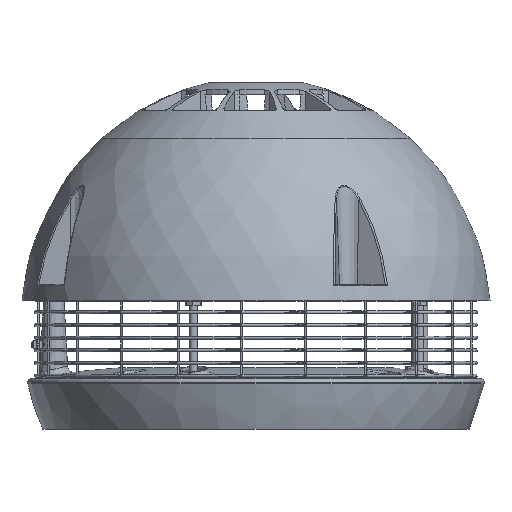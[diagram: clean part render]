
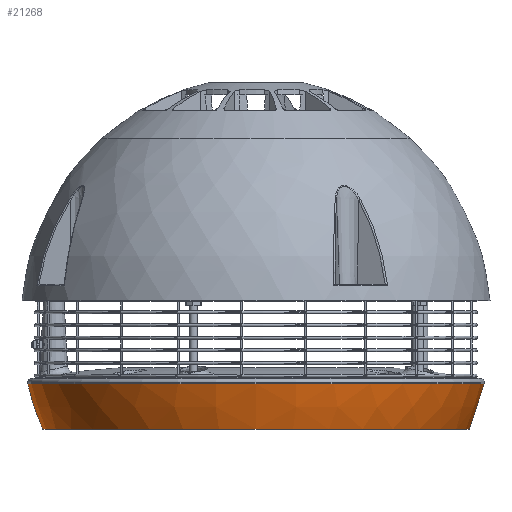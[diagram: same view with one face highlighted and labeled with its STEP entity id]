
A CAD part, front view. The second image highlights one B-rep face of the part: STEP entity #21268.
In plain terms, the highlighted free-form (B-spline) face has degree [2, 2] with [3, 9] control points.
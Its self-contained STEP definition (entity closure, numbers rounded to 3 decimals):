
#139=(
BOUNDED_SURFACE()
B_SPLINE_SURFACE(2,2,((#45417,#45418,#45419,#45420,#45421,#45422,#45423,
#45424,#45425),(#45426,#45427,#45428,#45429,#45430,#45431,#45432,#45433,
#45434),(#45435,#45436,#45437,#45438,#45439,#45440,#45441,#45442,#45443)),
 .UNSPECIFIED.,.F.,.T.,.F.)
B_SPLINE_SURFACE_WITH_KNOTS((3,3),(3,2,2,2,3),(-0.416,-0.225),
(-3.142,-1.571,0.,1.571,3.142),
 .UNSPECIFIED.)
GEOMETRIC_REPRESENTATION_ITEM()
RATIONAL_B_SPLINE_SURFACE(((1.,0.707,1.,0.707,1.,
0.707,1.,0.707,1.),(0.995,0.704,
0.995,0.704,0.995,0.704,
0.995,0.704,0.995),(1.,0.707,
1.,0.707,1.,0.707,1.,0.707,1.)))
REPRESENTATION_ITEM('')
SURFACE()
);
#4922=FACE_OUTER_BOUND('',#5984,.T.);
#5984=EDGE_LOOP('',(#16566,#16567,#16568,#16569,#16570,#16571));
#6903=CIRCLE('',#22621,279.25);
#6904=CIRCLE('',#22622,279.25);
#7069=CIRCLE('',#22913,260.843);
#7070=CIRCLE('',#22914,260.843);
#7071=CIRCLE('',#22915,307.);
#8327=VERTEX_POINT('',#40774);
#8328=VERTEX_POINT('',#40776);
#8494=VERTEX_POINT('',#45413);
#8495=VERTEX_POINT('',#45414);
#11106=EDGE_CURVE('',#8327,#8328,#6903,.T.);
#11107=EDGE_CURVE('',#8328,#8327,#6904,.T.);
#11443=EDGE_CURVE('',#8494,#8495,#7069,.T.);
#11444=EDGE_CURVE('',#8495,#8494,#7070,.T.);
#11445=EDGE_CURVE('',#8327,#8495,#7071,.T.);
#16566=ORIENTED_EDGE('',*,*,#11107,.F.);
#16567=ORIENTED_EDGE('',*,*,#11106,.F.);
#16568=ORIENTED_EDGE('',*,*,#11445,.T.);
#16569=ORIENTED_EDGE('',*,*,#11444,.T.);
#16570=ORIENTED_EDGE('',*,*,#11443,.T.);
#16571=ORIENTED_EDGE('',*,*,#11445,.F.);
#21268=ADVANCED_FACE('',(#4922),#139,.F.);
#22621=AXIS2_PLACEMENT_3D('',#40777,#25530,#25531);
#22622=AXIS2_PLACEMENT_3D('',#40778,#25532,#25533);
#22913=AXIS2_PLACEMENT_3D('',#45415,#26183,#26184);
#22914=AXIS2_PLACEMENT_3D('',#45416,#26185,#26186);
#22915=AXIS2_PLACEMENT_3D('',#45444,#26187,#26188);
#25530=DIRECTION('center_axis',(0.,0.,1.));
#25531=DIRECTION('ref_axis',(1.,0.,0.));
#25532=DIRECTION('center_axis',(0.,0.,1.));
#25533=DIRECTION('ref_axis',(1.,0.,0.));
#26183=DIRECTION('center_axis',(0.,0.,1.));
#26184=DIRECTION('ref_axis',(1.,0.,0.));
#26185=DIRECTION('center_axis',(0.,0.,1.));
#26186=DIRECTION('ref_axis',(1.,0.,0.));
#26187=DIRECTION('center_axis',(0.,-1.,0.));
#26188=DIRECTION('ref_axis',(-1.,0.,0.));
#40774=CARTESIAN_POINT('',(-279.25,0.,-5.676));
#40776=CARTESIAN_POINT('',(279.25,0.,-5.676));
#40777=CARTESIAN_POINT('Origin',(0.,0.,-5.676));
#40778=CARTESIAN_POINT('Origin',(0.,0.,-5.676));
#45413=CARTESIAN_POINT('',(260.843,0.,-61.131));
#45414=CARTESIAN_POINT('',(-260.843,0.,-61.131));
#45415=CARTESIAN_POINT('Origin',(0.,0.,-61.131));
#45416=CARTESIAN_POINT('Origin',(0.,0.,-61.131));
#45417=CARTESIAN_POINT('Ctrl Pts',(-260.843,0.,-61.131));
#45418=CARTESIAN_POINT('Ctrl Pts',(-260.843,-260.843,
-61.131));
#45419=CARTESIAN_POINT('Ctrl Pts',(0.,-260.843,-61.131));
#45420=CARTESIAN_POINT('Ctrl Pts',(260.843,-260.843,-61.131));
#45421=CARTESIAN_POINT('Ctrl Pts',(260.843,0.,-61.131));
#45422=CARTESIAN_POINT('Ctrl Pts',(260.843,260.843,-61.131));
#45423=CARTESIAN_POINT('Ctrl Pts',(0.,260.843,-61.131));
#45424=CARTESIAN_POINT('Ctrl Pts',(-260.843,260.843,-61.131));
#45425=CARTESIAN_POINT('Ctrl Pts',(-260.843,0.,-61.131));
#45426=CARTESIAN_POINT('Ctrl Pts',(-272.697,0.,-34.283));
#45427=CARTESIAN_POINT('Ctrl Pts',(-272.697,-272.697,
-34.283));
#45428=CARTESIAN_POINT('Ctrl Pts',(0.,-272.697,-34.283));
#45429=CARTESIAN_POINT('Ctrl Pts',(272.697,-272.697,-34.283));
#45430=CARTESIAN_POINT('Ctrl Pts',(272.697,0.,-34.283));
#45431=CARTESIAN_POINT('Ctrl Pts',(272.697,272.697,-34.283));
#45432=CARTESIAN_POINT('Ctrl Pts',(0.,272.697,-34.283));
#45433=CARTESIAN_POINT('Ctrl Pts',(-272.697,272.697,-34.283));
#45434=CARTESIAN_POINT('Ctrl Pts',(-272.697,0.,-34.283));
#45435=CARTESIAN_POINT('Ctrl Pts',(-279.25,0.,-5.676));
#45436=CARTESIAN_POINT('Ctrl Pts',(-279.25,-279.25,-5.676));
#45437=CARTESIAN_POINT('Ctrl Pts',(0.,-279.25,-5.676));
#45438=CARTESIAN_POINT('Ctrl Pts',(279.25,-279.25,-5.676));
#45439=CARTESIAN_POINT('Ctrl Pts',(279.25,0.,-5.676));
#45440=CARTESIAN_POINT('Ctrl Pts',(279.25,279.25,-5.676));
#45441=CARTESIAN_POINT('Ctrl Pts',(0.,279.25,-5.676));
#45442=CARTESIAN_POINT('Ctrl Pts',(-279.25,279.25,-5.676));
#45443=CARTESIAN_POINT('Ctrl Pts',(-279.25,0.,-5.676));
#45444=CARTESIAN_POINT('Origin',(20.,0.,62.869));
